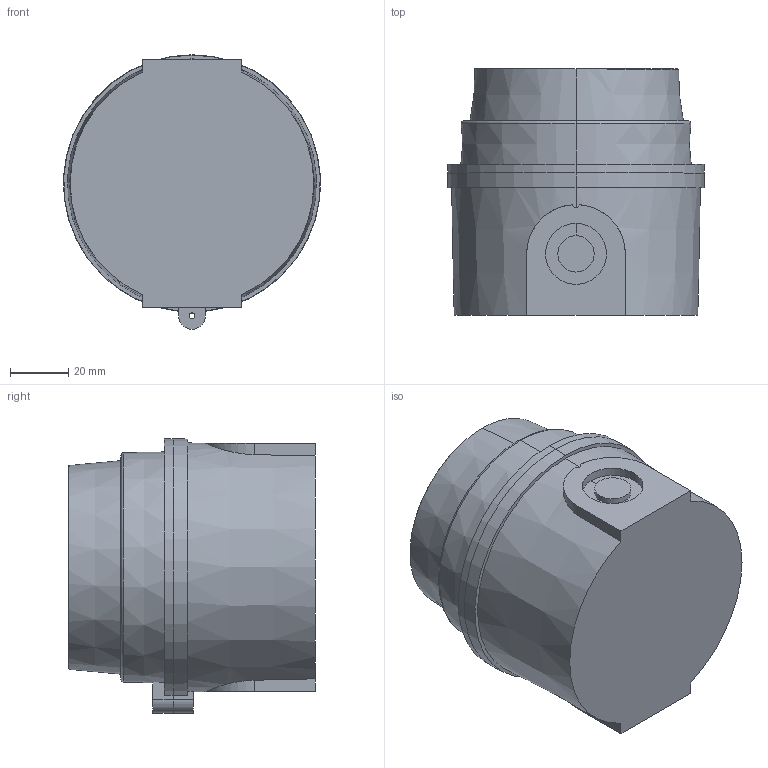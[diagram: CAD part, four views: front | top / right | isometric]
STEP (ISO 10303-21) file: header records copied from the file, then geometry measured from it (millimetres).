
FILE_DESCRIPTION (( 'STEP AP214' ), '1' );
FILE_NAME ('SK0125-3D_Issue_A.STEP', '2014-12-02T11:24:27', ( '' ), ( '' ), 'SwSTEP 2.0', 'SolidWorks 2014', '' );
FILE_SCHEMA (( 'AUTOMOTIVE_DESIGN' ));
Length unit declared in the file: millimetre
Products named in the file (2): SK0125-3D_Issue_A
Bounding box: 88.58 x 85 x 94.62 mm (x, y, z)
Volume: 152810.5 mm3; surface area: 70926.9 mm2
Topology: 3 solids, 3 shells, 93 faces, 212 edges, 136 vertices
Faces by surface type: plane 31, cylinder 28, torus 18, cone 16
Entity records: 4044 total; most frequent: CARTESIAN_POINT 773, DIRECTION 500, ORIENTED_EDGE 424, AXIS2_PLACEMENT_3D 217, EDGE_CURVE 212, VERTEX_POINT 136, CIRCLE 122, EDGE_LOOP 110
